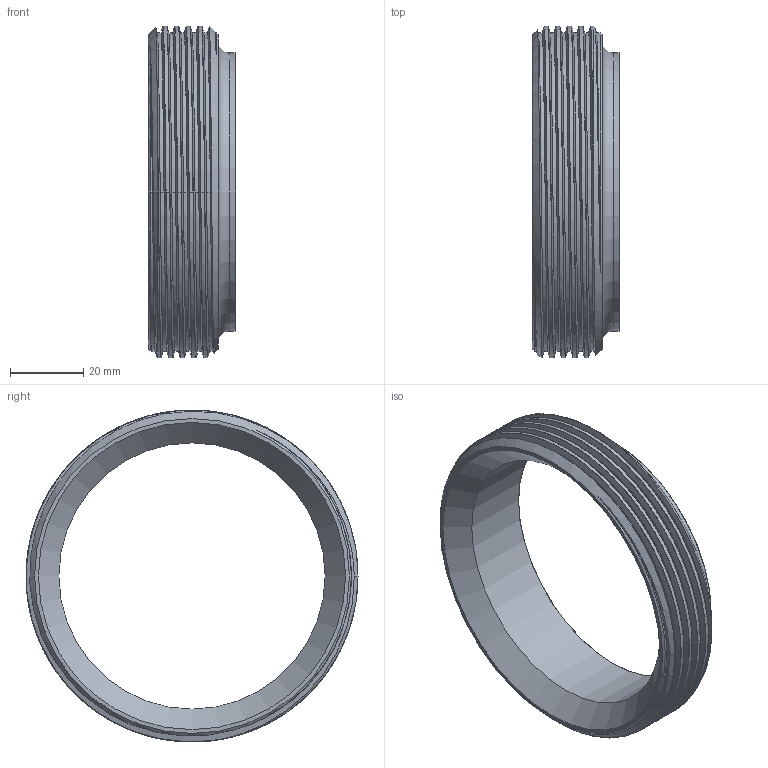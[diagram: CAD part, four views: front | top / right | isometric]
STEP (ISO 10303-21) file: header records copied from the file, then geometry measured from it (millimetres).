
FILE_DESCRIPTION(/* description */ (''),/* implementation_level */ '2;1');
FILE_NAME(/* name */ '15TRF-3.stp',/* time_stamp */ '2025-07-16T08:05:35-04:00',/* author */ ('brad'),/* organization */ (''),/* preprocessor_version */ 'ST-DEVELOPER v20',/* originating_system */ 'Autodesk Inventor 2025',/* authorisation */ '');
FILE_SCHEMA (('AUTOMOTIVE_DESIGN { 1 0 10303 214 3 1 1 }'));
Length unit declared in the file: inch
Products named in the file (1): 15TRF-3
Bounding box: 23.83 x 90.91 x 90.9 mm (x, y, z)
Volume: 37000.5 mm3; surface area: 18503.1 mm2
Topology: 1 solids, 1 shells, 31 faces, 81 edges, 53 vertices
Faces by surface type: cylinder 15, bspline 6, cone 4, torus 3, plane 3
Full cylindrical faces by diameter (mm): 72.898 x1, 76.2 x1, 87.224 x5, 90.907 x4
Entity records: 4656 total; most frequent: CARTESIAN_POINT 3922, ORIENTED_EDGE 162, DIRECTION 113, EDGE_CURVE 81, VERTEX_POINT 53, AXIS2_PLACEMENT_3D 48, B_SPLINE_CURVE_WITH_KNOTS 42, EDGE_LOOP 34
